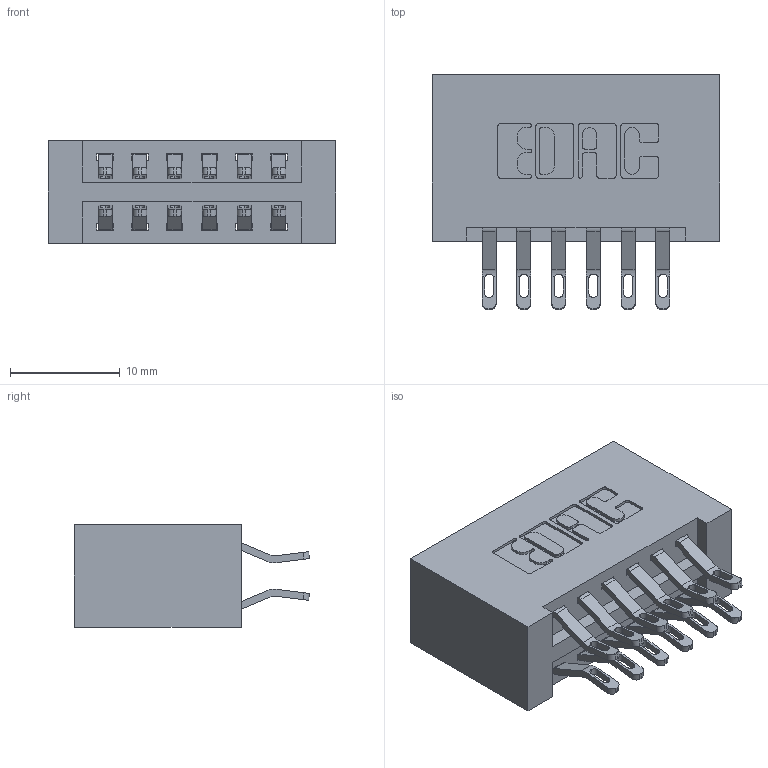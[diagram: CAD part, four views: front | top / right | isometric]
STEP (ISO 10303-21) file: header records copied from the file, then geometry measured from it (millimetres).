
FILE_DESCRIPTION (( 'STEP AP203' ), '1' );
FILE_NAME ('396-012-555-201.STEP', '2019-10-29T19:34:58', ( '' ), ( '' ), 'SwSTEP 2.0', 'SolidWorks 2016', '' );
FILE_SCHEMA (( 'CONFIG_CONTROL_DESIGN' ));
Length unit declared in the file: inch
Products named in the file (3): 396-012-555-201; 345-292-001_555 Tail; 346 Part_No Mounting Lugs
Assembly tree (13 placements, depth 2):
  396-012-555-201
    346 Part_No Mounting Lugs
    345-292-001_555 Tail  x12
Bounding box: 26.29 x 21.46 x 9.4 mm (x, y, z)
Volume: 2892 mm3; surface area: 3696.7 mm2
Topology: 13 solids, 13 shells, 810 faces, 2501 edges, 1666 vertices
Faces by surface type: plane 468, cylinder 342
Entity records: 8811 total; most frequent: CARTESIAN_POINT 1534, ORIENTED_EDGE 1438, DIRECTION 1367, EDGE_CURVE 719, VECTOR 551, LINE 551, VERTEX_POINT 478, AXIS2_PLACEMENT_3D 408
